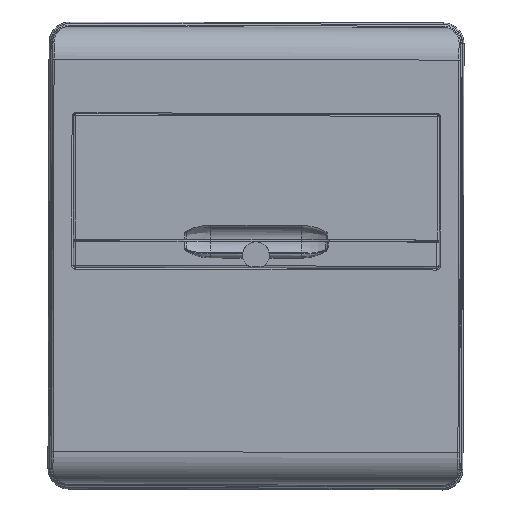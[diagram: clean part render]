
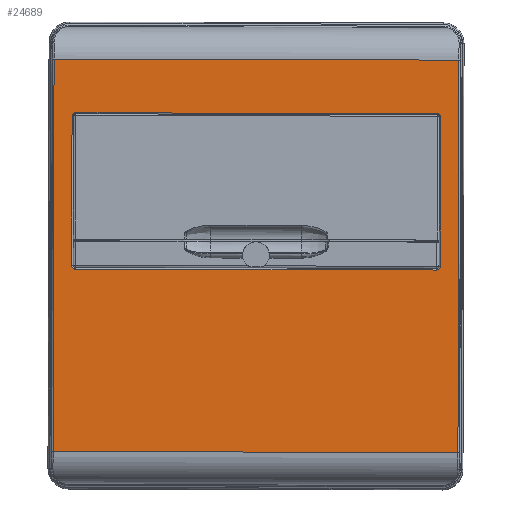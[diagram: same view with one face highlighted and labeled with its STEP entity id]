
A CAD part, top view. The second image highlights one B-rep face of the part: STEP entity #24689.
In plain terms, the highlighted planar face has unit normal (0, 0, 1).
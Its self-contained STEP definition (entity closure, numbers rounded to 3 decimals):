
#20411=DIRECTION('',(0.,1.,0.));
#20412=VECTOR('',#20411,312.188);
#20413=CARTESIAN_POINT('',(143.803,-156.094,
55.));
#20414=LINE('',#20413,#20412);
#20443=DIRECTION('',(-1.,0.,0.));
#20444=VECTOR('',#20443,114.534);
#20445=CARTESIAN_POINT('',(0.091,142.114,55.));
#20446=LINE('',#20445,#20444);
#20447=DIRECTION('',(-1.,0.,0.));
#20448=VECTOR('',#20447,114.534);
#20449=CARTESIAN_POINT('',(0.091,-142.114,55.));
#20450=LINE('',#20449,#20448);
#20451=DIRECTION('',(0.,1.,0.));
#20452=VECTOR('',#20451,312.188);
#20453=CARTESIAN_POINT('',(-158.803,-156.094,
55.));
#20454=LINE('',#20453,#20452);
#20464=DIRECTION('',(0.,-1.,0.));
#20465=VECTOR('',#20464,278.228);
#20466=CARTESIAN_POINT('',(3.091,139.114,55.));
#20467=LINE('',#20466,#20465);
#20529=CARTESIAN_POINT('',(0.091,-139.114,55.));
#20530=DIRECTION('',(0.,0.,-1.));
#20531=DIRECTION('',(1.,0.,0.));
#20532=AXIS2_PLACEMENT_3D('',#20529,#20530,#20531);
#20905=CARTESIAN_POINT('',(-114.442,-139.114,55.));
#20906=DIRECTION('',(0.,0.,-1.));
#20907=DIRECTION('',(0.,-1.,0.));
#20908=AXIS2_PLACEMENT_3D('',#20905,#20906,#20907);
#20933=DIRECTION('',(0.,1.,0.));
#20934=VECTOR('',#20933,278.228);
#20935=CARTESIAN_POINT('',(-117.442,-139.114,55.));
#20936=LINE('',#20935,#20934);
#20971=CARTESIAN_POINT('',(-114.442,139.114,55.));
#20972=DIRECTION('',(0.,0.,1.));
#20973=DIRECTION('',(0.,1.,0.));
#20974=AXIS2_PLACEMENT_3D('',#20971,#20972,#20973);
#20995=CARTESIAN_POINT('',(0.091,139.114,55.));
#20996=DIRECTION('',(0.,0.,1.));
#20997=DIRECTION('',(1.,0.,0.));
#20998=AXIS2_PLACEMENT_3D('',#20995,#20996,#20997);
#22573=DIRECTION('',(-1.,0.,0.));
#22574=VECTOR('',#22573,302.605);
#22575=CARTESIAN_POINT('',(143.803,156.094,55.));
#22576=LINE('',#22575,#22574);
#23128=DIRECTION('',(-1.,0.,0.));
#23129=VECTOR('',#23128,302.605);
#23130=CARTESIAN_POINT('',(143.803,-156.094,
55.));
#23131=LINE('',#23130,#23129);
#23723=CARTESIAN_POINT('',(143.803,-156.094,
55.));
#23724=VERTEX_POINT('',#23723);
#23726=CARTESIAN_POINT('',(-158.803,-156.094,
55.));
#23727=VERTEX_POINT('',#23726);
#23832=CARTESIAN_POINT('',(3.091,-139.114,55.));
#23834=VERTEX_POINT('',#23832);
#23835=CARTESIAN_POINT('',(0.091,-142.114,55.));
#23836=CARTESIAN_POINT('',(-114.442,-142.114,55.));
#23837=VERTEX_POINT('',#23835);
#23838=VERTEX_POINT('',#23836);
#23839=CARTESIAN_POINT('',(-117.442,-139.114,55.));
#23840=VERTEX_POINT('',#23839);
#23889=CARTESIAN_POINT('',(143.803,156.094,55.));
#23890=VERTEX_POINT('',#23889);
#23892=CARTESIAN_POINT('',(-158.803,156.094,
55.));
#23893=VERTEX_POINT('',#23892);
#23998=CARTESIAN_POINT('',(3.091,139.114,55.));
#24000=VERTEX_POINT('',#23998);
#24001=CARTESIAN_POINT('',(0.091,142.114,55.));
#24002=CARTESIAN_POINT('',(-114.442,142.114,55.));
#24003=VERTEX_POINT('',#24001);
#24004=VERTEX_POINT('',#24002);
#24005=CARTESIAN_POINT('',(-117.442,139.114,55.));
#24006=VERTEX_POINT('',#24005);
#24657=CARTESIAN_POINT('',(0.,0.,55.));
#24658=DIRECTION('',(0.,0.,1.));
#24659=DIRECTION('',(1.,0.,0.));
#24660=AXIS2_PLACEMENT_3D('',#24657,#24658,#24659);
#24661=PLANE('',#24660);
#24663=ORIENTED_EDGE('',*,*,#24662,.T.);
#24665=ORIENTED_EDGE('',*,*,#24664,.F.);
#24666=ORIENTED_EDGE('',*,*,#24643,.F.);
#24668=ORIENTED_EDGE('',*,*,#24667,.T.);
#24669=EDGE_LOOP('',(#24663,#24665,#24666,#24668));
#24670=FACE_OUTER_BOUND('',#24669,.F.);
#24672=ORIENTED_EDGE('',*,*,#24671,.F.);
#24674=ORIENTED_EDGE('',*,*,#24673,.T.);
#24676=ORIENTED_EDGE('',*,*,#24675,.T.);
#24678=ORIENTED_EDGE('',*,*,#24677,.T.);
#24680=ORIENTED_EDGE('',*,*,#24679,.F.);
#24682=ORIENTED_EDGE('',*,*,#24681,.F.);
#24684=ORIENTED_EDGE('',*,*,#24683,.F.);
#24686=ORIENTED_EDGE('',*,*,#24685,.F.);
#24687=EDGE_LOOP('',(#24672,#24674,#24676,#24678,#24680,#24682,#24684,#24686));
#24688=FACE_BOUND('',#24687,.F.);
#24689=ADVANCED_FACE('',(#24670,#24688),#24661,.T.);
#20533=CIRCLE('',#20532,3.);
#20909=CIRCLE('',#20908,3.);
#20975=CIRCLE('',#20974,3.);
#20999=CIRCLE('',#20998,3.);
#24643=EDGE_CURVE('',#23724,#23890,#20414,.T.);
#24662=EDGE_CURVE('',#23727,#23893,#20454,.T.);
#24664=EDGE_CURVE('',#23890,#23893,#22576,.T.);
#24667=EDGE_CURVE('',#23724,#23727,#23131,.T.);
#24671=EDGE_CURVE('',#24000,#23834,#20467,.T.);
#24673=EDGE_CURVE('',#24000,#24003,#20999,.T.);
#24675=EDGE_CURVE('',#24003,#24004,#20446,.T.);
#24677=EDGE_CURVE('',#24004,#24006,#20975,.T.);
#24679=EDGE_CURVE('',#23840,#24006,#20936,.T.);
#24681=EDGE_CURVE('',#23838,#23840,#20909,.T.);
#24683=EDGE_CURVE('',#23837,#23838,#20450,.T.);
#24685=EDGE_CURVE('',#23834,#23837,#20533,.T.);
